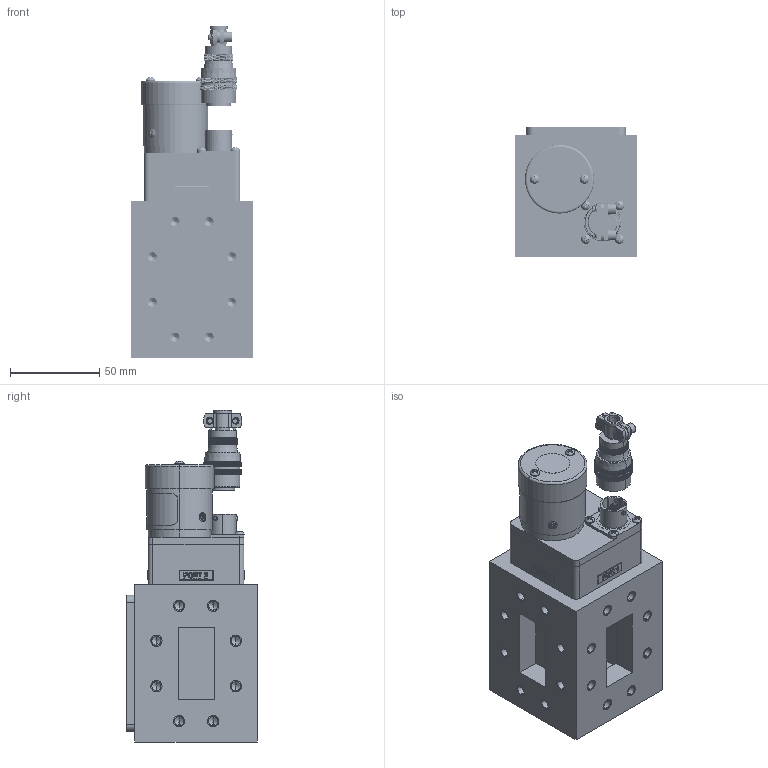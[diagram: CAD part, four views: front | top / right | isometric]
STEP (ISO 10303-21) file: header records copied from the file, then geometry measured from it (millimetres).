
FILE_DESCRIPTION (( 'STEP AP214' ), '1' );
FILE_NAME ('PEWGS6033 ¦ FMWGS6033.step', '2021-04-23T16:16:49', ( '' ), ( '' ), 'SwSTEP 2.0', 'SolidWorks 2020', '' );
FILE_SCHEMA (( 'AUTOMOTIVE_DESIGN' ));
Length unit declared in the file: inch
Products named in the file (1): PEWGS6033 ｦ FMWGS6033
Bounding box: 68.58 x 73.15 x 185.89 mm (x, y, z)
Volume: 413421.4 mm3; surface area: 85304.8 mm2
Topology: 10 solids, 19 shells, 8499 faces, 19499 edges, 11139 vertices
Faces by surface type: bspline 5535, cylinder 1873, plane 710, cone 331, torus 34, sphere 16
Entity records: 313606 total; most frequent: CARTESIAN_POINT 179189, ORIENTED_EDGE 38806, EDGE_CURVE 19403, DIRECTION 11747, VERTEX_POINT 11139, EDGE_LOOP 8708, ADVANCED_FACE 8499, FACE_OUTER_BOUND 8499
